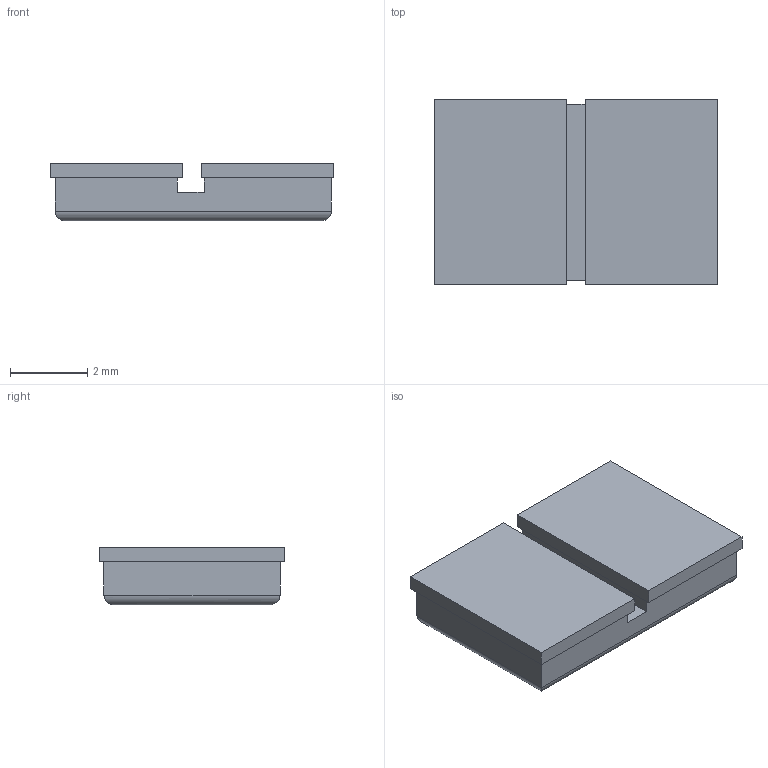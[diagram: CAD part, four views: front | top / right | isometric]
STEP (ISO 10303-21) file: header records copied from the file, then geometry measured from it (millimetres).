
FILE_DESCRIPTION (( 'STEP AP214' ), '1' );
FILE_NAME ('WSHM2818.STEP', '2016-01-07T01:35:30', ( '' ), ( '' ), 'SwSTEP 2.0', 'SolidWorks 2014', '' );
FILE_SCHEMA (( 'AUTOMOTIVE_DESIGN' ));
Length unit declared in the file: inch
Products named in the file (1): WSHM2818
Bounding box: 7.37 x 4.83 x 1.5 mm (x, y, z)
Volume: 47.7 mm3; surface area: 111.8 mm2
Topology: 1 solids, 1 shells, 24 faces, 56 edges, 36 vertices
Faces by surface type: plane 20, cylinder 4
Entity records: 1020 total; most frequent: CARTESIAN_POINT 129, ORIENTED_EDGE 112, DIRECTION 102, EDGE_CURVE 56, VECTOR 52, LINE 52, VERTEX_POINT 36, DIMENSIONAL_EXPONENTS 27
